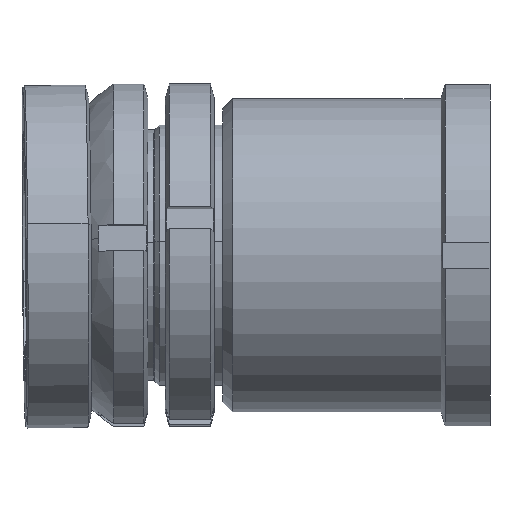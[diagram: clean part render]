
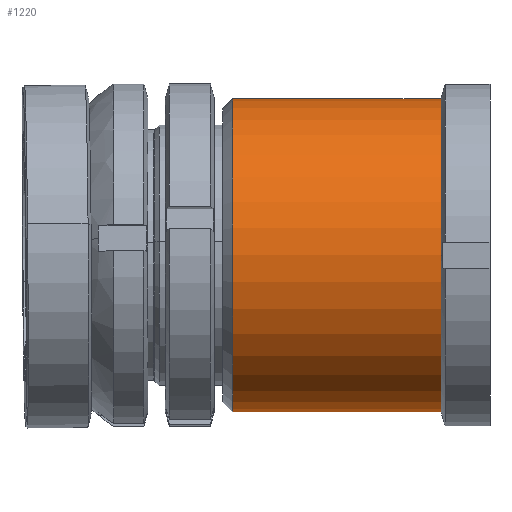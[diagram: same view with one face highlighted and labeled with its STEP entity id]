
A CAD part, left-side view. The second image highlights one B-rep face of the part: STEP entity #1220.
In plain terms, the highlighted cylindrical face has radius 48 mm (diameter 96 mm), a partial arc.
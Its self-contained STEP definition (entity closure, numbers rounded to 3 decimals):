
#47 = CYLINDRICAL_SURFACE ( 'NONE', #2334, 48. ) ;
#131 = ORIENTED_EDGE ( 'NONE', *, *, #781, .F. ) ;
#144 = CARTESIAN_POINT ( 'NONE',  ( 0., -3.1, 0. ) ) ;
#242 = EDGE_CURVE ( 'NONE', #3840, #3836, #1684, .T. ) ;
#364 = ORIENTED_EDGE ( 'NONE', *, *, #570, .T. ) ;
#421 = EDGE_LOOP ( 'NONE', ( #131, #1171, #364, #3232 ) ) ;
#482 = CARTESIAN_POINT ( 'NONE',  ( 0., -67., 48. ) ) ;
#570 = EDGE_CURVE ( 'NONE', #3836, #1793, #3681, .T. ) ;
#781 = EDGE_CURVE ( 'NONE', #3840, #2761, #2406, .T. ) ;
#784 = CARTESIAN_POINT ( 'NONE',  ( 0., 10.447, -48. ) ) ;
#802 = DIRECTION ( 'NONE',  ( 0., 0., -1. ) ) ;
#944 = AXIS2_PLACEMENT_3D ( 'NONE', #1107, #1447, #2691 ) ;
#1107 = CARTESIAN_POINT ( 'NONE',  ( 0., -67., 0. ) ) ;
#1110 = VECTOR ( 'NONE', #2077, 1000. ) ;
#1171 = ORIENTED_EDGE ( 'NONE', *, *, #242, .T. ) ;
#1220 = ADVANCED_FACE ( 'NONE', ( #2748 ), #47, .T. ) ;
#1447 = DIRECTION ( 'NONE',  ( 0., 1., 0. ) ) ;
#1562 = CARTESIAN_POINT ( 'NONE',  ( 0., -67., -48. ) ) ;
#1684 = CIRCLE ( 'NONE', #944, 48. ) ;
#1793 = VERTEX_POINT ( 'NONE', #2956 ) ;
#1886 = AXIS2_PLACEMENT_3D ( 'NONE', #144, #2431, #802 ) ;
#2047 = CARTESIAN_POINT ( 'NONE',  ( 0., 10.447, 0. ) ) ;
#2077 = DIRECTION ( 'NONE',  ( 0., 1., 0. ) ) ;
#2123 = CIRCLE ( 'NONE', #1886, 48. ) ;
#2334 = AXIS2_PLACEMENT_3D ( 'NONE', #2047, #2399, #3034 ) ;
#2399 = DIRECTION ( 'NONE',  ( 0., 1., 0. ) ) ;
#2406 = LINE ( 'NONE', #784, #1110 ) ;
#2431 = DIRECTION ( 'NONE',  ( 0., -1., 0. ) ) ;
#2584 = DIRECTION ( 'NONE',  ( 0., 1., 0. ) ) ;
#2653 = EDGE_CURVE ( 'NONE', #1793, #2761, #2123, .T. ) ;
#2691 = DIRECTION ( 'NONE',  ( 0., 0., 1. ) ) ;
#2748 = FACE_OUTER_BOUND ( 'NONE', #421, .T. ) ;
#2761 = VERTEX_POINT ( 'NONE', #4103 ) ;
#2956 = CARTESIAN_POINT ( 'NONE',  ( 0., -3.1, 48. ) ) ;
#3034 = DIRECTION ( 'NONE',  ( 0., 0., 1. ) ) ;
#3232 = ORIENTED_EDGE ( 'NONE', *, *, #2653, .T. ) ;
#3261 = CARTESIAN_POINT ( 'NONE',  ( 0., 10.447, 48. ) ) ;
#3330 = VECTOR ( 'NONE', #2584, 1000. ) ;
#3681 = LINE ( 'NONE', #3261, #3330 ) ;
#3836 = VERTEX_POINT ( 'NONE', #482 ) ;
#3840 = VERTEX_POINT ( 'NONE', #1562 ) ;
#4103 = CARTESIAN_POINT ( 'NONE',  ( 0., -3.1, -48. ) ) ;
